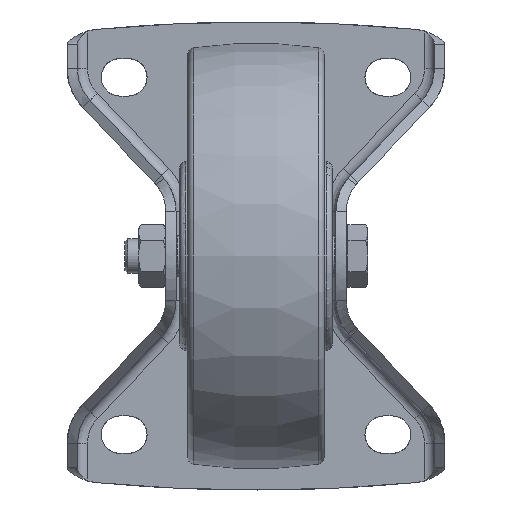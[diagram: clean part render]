
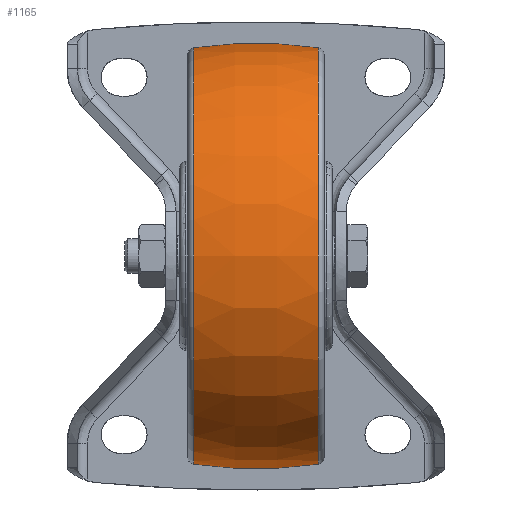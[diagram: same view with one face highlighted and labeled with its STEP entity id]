
A CAD part, front view. The second image highlights one B-rep face of the part: STEP entity #1165.
In plain terms, the highlighted free-form (B-spline) face has degree [3, 3] with [4, 7] control points.
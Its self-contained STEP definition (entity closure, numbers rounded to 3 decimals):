
#1165=ADVANCED_FACE('',(#1910,#1911),#1912,.T.);
#1910=FACE_OUTER_BOUND('',#3864,.T.);
#1911=FACE_OUTER_BOUND('',#3865,.T.);
#1912=(B_SPLINE_SURFACE(3,3,((#3867,#3868,#3869,#3870,#3871,#3872,#3873),(#3874,#3875,#3876,#3877,#3878,#3879,#3880),(#3881,#3882,#3883,#3884,#3885,#3886,#3887),(#3888,#3889,#3890,#3891,#3892,#3893,#3894)),.UNSPECIFIED.,.F.,.T.,.F.)B_SPLINE_SURFACE_WITH_KNOTS((4,4),(4,3,4),(0.0,6.283),(-0.147,0.,0.147),.UNSPECIFIED.)RATIONAL_B_SPLINE_SURFACE(((1.0,0.333,0.333,1.0,0.333,0.333,1.0),(0.993,0.331,0.331,0.993,0.331,0.331,0.993),(0.993,0.331,0.331,0.993,0.331,0.331,0.993),(1.0,0.333,0.333,1.0,0.333,0.333,1.0)))BOUNDED_SURFACE()REPRESENTATION_ITEM('')GEOMETRIC_REPRESENTATION_ITEM()SURFACE());
#3864=EDGE_LOOP('',(#5745));
#3865=EDGE_LOOP('',(#5746));
#3867=CARTESIAN_POINT('',(-18.283,62.5,61.156));
#3868=CARTESIAN_POINT('',(-18.283,184.812,61.156));
#3869=CARTESIAN_POINT('',(-18.283,184.812,-61.156));
#3870=CARTESIAN_POINT('',(-18.283,62.5,-61.156));
#3871=CARTESIAN_POINT('',(-18.283,-59.812,-61.156));
#3872=CARTESIAN_POINT('',(-18.283,-59.812,61.156));
#3873=CARTESIAN_POINT('',(-18.283,62.5,61.156));
#3874=CARTESIAN_POINT('',(-6.138,62.5,62.951));
#3875=CARTESIAN_POINT('',(-6.138,188.403,62.951));
#3876=CARTESIAN_POINT('',(-6.138,188.403,-62.951));
#3877=CARTESIAN_POINT('',(-6.138,62.5,-62.951));
#3878=CARTESIAN_POINT('',(-6.138,-63.403,-62.951));
#3879=CARTESIAN_POINT('',(-6.138,-63.403,62.951));
#3880=CARTESIAN_POINT('',(-6.138,62.5,62.951));
#3881=CARTESIAN_POINT('',(6.138,62.5,62.951));
#3882=CARTESIAN_POINT('',(6.138,188.403,62.951));
#3883=CARTESIAN_POINT('',(6.138,188.403,-62.951));
#3884=CARTESIAN_POINT('',(6.138,62.5,-62.951));
#3885=CARTESIAN_POINT('',(6.138,-63.403,-62.951));
#3886=CARTESIAN_POINT('',(6.138,-63.403,62.951));
#3887=CARTESIAN_POINT('',(6.138,62.5,62.951));
#3888=CARTESIAN_POINT('',(18.283,62.5,61.156));
#3889=CARTESIAN_POINT('',(18.283,184.812,61.156));
#3890=CARTESIAN_POINT('',(18.283,184.812,-61.156));
#3891=CARTESIAN_POINT('',(18.283,62.5,-61.156));
#3892=CARTESIAN_POINT('',(18.283,-59.812,-61.156));
#3893=CARTESIAN_POINT('',(18.283,-59.812,61.156));
#3894=CARTESIAN_POINT('',(18.283,62.5,61.156));
#5745=ORIENTED_EDGE('',*,*,#6582,.T.);
#5746=ORIENTED_EDGE('',*,*,#6578,.T.);
#6578=EDGE_CURVE('',#7523,#7523,#7524,.T.);
#6582=EDGE_CURVE('',#7530,#7530,#7531,.T.);
#7523=VERTEX_POINT('',#10417);
#7524=CIRCLE('',#10418,61.156);
#7530=VERTEX_POINT('',#10424);
#7531=CIRCLE('',#10425,61.156);
#10417=CARTESIAN_POINT('',(18.283,123.656,0.0));
#10418=AXIS2_PLACEMENT_3D('',#11781,#11782,#11783);
#10424=CARTESIAN_POINT('',(-18.283,123.656,0.0));
#10425=AXIS2_PLACEMENT_3D('',#11790,#11791,#11792);
#11781=CARTESIAN_POINT('',(18.283,62.5,0.0));
#11782=DIRECTION('',(-1.0,0.0,0.0));
#11783=DIRECTION('',(0.0,1.0,0.0));
#11790=CARTESIAN_POINT('',(-18.283,62.5,0.0));
#11791=DIRECTION('',(1.0,-0.0,0.));
#11792=DIRECTION('',(0.0,1.0,0.0));
